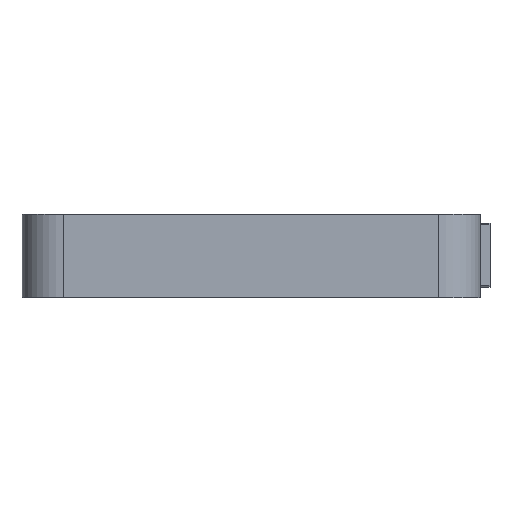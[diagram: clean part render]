
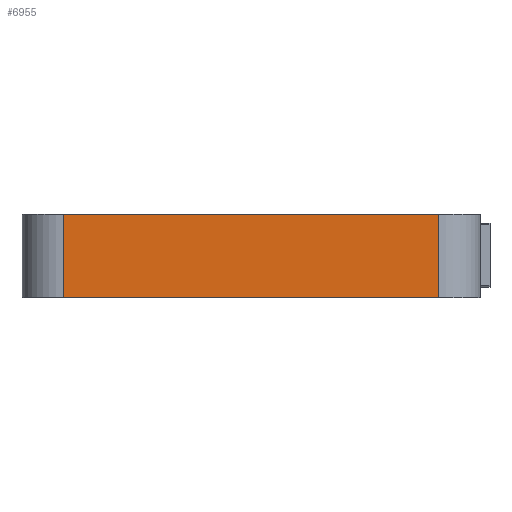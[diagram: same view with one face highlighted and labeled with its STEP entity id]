
A CAD part, left-side view. The second image highlights one B-rep face of the part: STEP entity #6955.
In plain terms, the highlighted planar face has unit normal (-1, 0, 0).
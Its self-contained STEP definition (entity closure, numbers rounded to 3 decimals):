
#751=FACE_OUTER_BOUND('',#1179,.T.);
#1179=EDGE_LOOP('',(#5603,#5604,#5605,#5606));
#1469=LINE('',#9921,#2179);
#1830=LINE('',#10893,#2540);
#1836=LINE('',#10912,#2546);
#1837=LINE('',#10914,#2547);
#2179=VECTOR('',#7775,10.);
#2540=VECTOR('',#8776,10.);
#2546=VECTOR('',#8798,10.);
#2547=VECTOR('',#8801,10.);
#2978=VERTEX_POINT('',#9918);
#2979=VERTEX_POINT('',#9920);
#3270=VERTEX_POINT('',#10892);
#3275=VERTEX_POINT('',#10910);
#3640=EDGE_CURVE('',#2978,#2979,#1469,.T.);
#4124=EDGE_CURVE('',#2979,#3270,#1830,.T.);
#4134=EDGE_CURVE('',#2978,#3275,#1836,.T.);
#4135=EDGE_CURVE('',#3270,#3275,#1837,.T.);
#5603=ORIENTED_EDGE('',*,*,#3640,.F.);
#5604=ORIENTED_EDGE('',*,*,#4134,.T.);
#5605=ORIENTED_EDGE('',*,*,#4135,.F.);
#5606=ORIENTED_EDGE('',*,*,#4124,.F.);
#6637=PLANE('',#7513);
#6955=ADVANCED_FACE('',(#751),#6637,.T.);
#7513=AXIS2_PLACEMENT_3D('',#10913,#8799,#8800);
#7775=DIRECTION('',(0.,-1.,0.));
#8776=DIRECTION('',(0.,0.,-1.));
#8798=DIRECTION('',(0.,0.,-1.));
#8799=DIRECTION('center_axis',(-1.,0.,0.));
#8800=DIRECTION('ref_axis',(0.,0.,
1.));
#8801=DIRECTION('',(0.,1.,0.));
#9918=CARTESIAN_POINT('',(12.486,52.442,34.863));
#9920=CARTESIAN_POINT('',(12.486,7.442,34.863));
#9921=CARTESIAN_POINT('',(12.486,43.692,34.863));
#10892=CARTESIAN_POINT('',(12.486,7.442,24.863));
#10893=CARTESIAN_POINT('',(12.486,7.442,26.863));
#10910=CARTESIAN_POINT('',(12.486,52.442,24.863));
#10912=CARTESIAN_POINT('',(12.486,52.442,26.863));
#10913=CARTESIAN_POINT('Origin',(12.486,57.442,34.863));
#10914=CARTESIAN_POINT('',(12.486,43.692,24.863));
